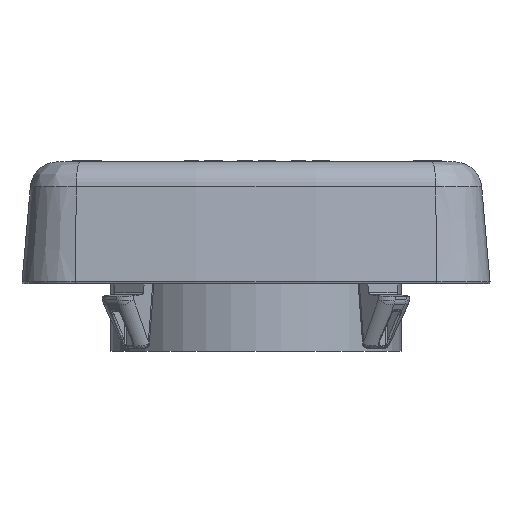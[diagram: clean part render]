
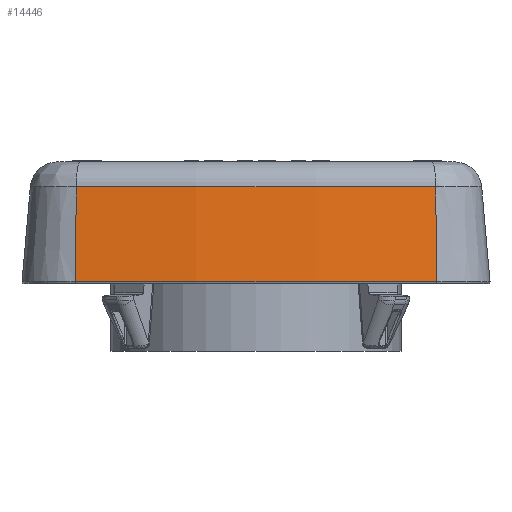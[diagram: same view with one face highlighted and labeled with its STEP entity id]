
A CAD part, left-side view. The second image highlights one B-rep face of the part: STEP entity #14446.
In plain terms, the highlighted conical face has half-angle 5 degrees and reference radius 182.518 mm.
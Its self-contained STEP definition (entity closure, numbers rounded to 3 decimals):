
#155=CONICAL_SURFACE('',#42580,182.518,5.);
#7297=LINE('',#66409,#12317);
#7298=LINE('',#66413,#12318);
#12317=VECTOR('',#52418,1.);
#12318=VECTOR('',#52423,1.);
#14446=ADVANCED_FACE('',(#16613),#155,.T.);
#16613=FACE_OUTER_BOUND('',#18831,.T.);
#18831=EDGE_LOOP('',(#29681,#29682,#29683,#29684));
#29681=ORIENTED_EDGE('',*,*,#39319,.T.);
#29682=ORIENTED_EDGE('',*,*,#39438,.F.);
#29683=ORIENTED_EDGE('',*,*,#39439,.F.);
#29684=ORIENTED_EDGE('',*,*,#39436,.T.);
#33814=VERTEX_POINT('',#64784);
#33815=VERTEX_POINT('',#64803);
#33870=VERTEX_POINT('',#66410);
#33871=VERTEX_POINT('',#66414);
#39319=EDGE_CURVE('',#33814,#33815,#40098,.T.);
#39436=EDGE_CURVE('',#33870,#33814,#7297,.T.);
#39438=EDGE_CURVE('',#33871,#33815,#7298,.T.);
#39439=EDGE_CURVE('',#33870,#33871,#40149,.T.);
#40098=CIRCLE('',#42493,182.003);
#40149=CIRCLE('',#42579,183.033);
#42493=AXIS2_PLACEMENT_3D('',#64804,#52219,#52220);
#42579=AXIS2_PLACEMENT_3D('',#66415,#52424,#52425);
#42580=AXIS2_PLACEMENT_3D('',#66416,#52426,#52427);
#52219=DIRECTION('',(0.,0.,-1.));
#52220=DIRECTION('',(-0.992,0.123,0.));
#52418=DIRECTION('',(0.086,0.011,0.996));
#52423=DIRECTION('',(0.086,-0.011,0.996));
#52424=DIRECTION('',(0.,0.,-1.));
#52425=DIRECTION('',(-0.992,-0.123,0.));
#52426=DIRECTION('',(0.,0.,-1.));
#52427=DIRECTION('',(-1.,0.,0.));
#64784=CARTESIAN_POINT('',(-72.382,-22.297,11.396));
#64803=CARTESIAN_POINT('',(-72.382,22.297,11.396));
#64804=CARTESIAN_POINT('',(108.25,0.,11.396));
#66409=CARTESIAN_POINT('',(-72.382,-22.297,11.396));
#66410=CARTESIAN_POINT('',(-73.405,-22.423,-0.383));
#66413=CARTESIAN_POINT('',(-72.382,22.297,11.396));
#66414=CARTESIAN_POINT('',(-73.405,22.423,-0.383));
#66415=CARTESIAN_POINT('',(108.25,0.,-0.383));
#66416=CARTESIAN_POINT('',(108.25,0.,5.507));
